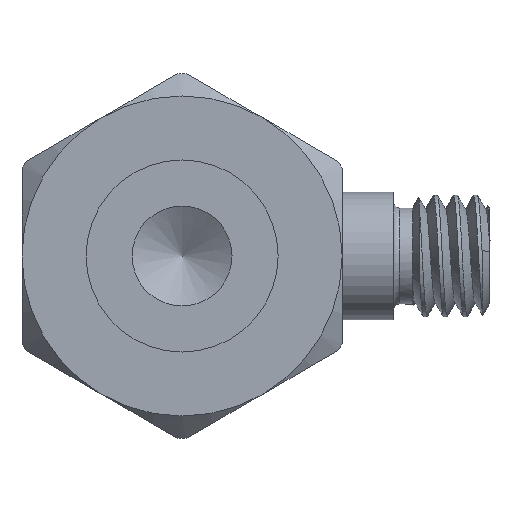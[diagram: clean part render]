
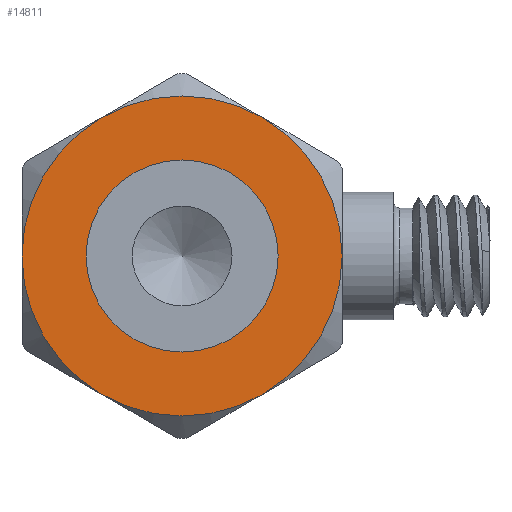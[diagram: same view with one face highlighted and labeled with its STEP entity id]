
A CAD part, front view. The second image highlights one B-rep face of the part: STEP entity #14811.
In plain terms, the highlighted planar face has unit normal (0, -1, 0).
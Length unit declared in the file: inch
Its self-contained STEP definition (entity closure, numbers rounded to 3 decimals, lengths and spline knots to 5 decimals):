
#473=PLANE('',#15856);
#568=FACE_BOUND('',#2509,.T.);
#1615=FACE_OUTER_BOUND('',#2508,.T.);
#2508=EDGE_LOOP('',(#13266,#13267));
#2509=EDGE_LOOP('',(#13268,#13269));
#2969=CIRCLE('',#15822,0.25);
#2970=CIRCLE('',#15823,0.25);
#2979=CIRCLE('',#15851,0.15);
#2980=CIRCLE('',#15852,0.15);
#7002=VERTEX_POINT('',#31048);
#7003=VERTEX_POINT('',#31050);
#7017=VERTEX_POINT('',#31134);
#7018=VERTEX_POINT('',#31135);
#9067=EDGE_CURVE('',#7002,#7003,#2969,.T.);
#9068=EDGE_CURVE('',#7003,#7002,#2970,.T.);
#9098=EDGE_CURVE('',#7017,#7018,#2979,.T.);
#9099=EDGE_CURVE('',#7018,#7017,#2980,.T.);
#13266=ORIENTED_EDGE('',*,*,#9068,.F.);
#13267=ORIENTED_EDGE('',*,*,#9067,.F.);
#13268=ORIENTED_EDGE('',*,*,#9098,.T.);
#13269=ORIENTED_EDGE('',*,*,#9099,.T.);
#14811=ADVANCED_FACE('',(#1615,#568),#473,.T.);
#15822=AXIS2_PLACEMENT_3D('',#31051,#18898,#18899);
#15823=AXIS2_PLACEMENT_3D('',#31052,#18900,#18901);
#15851=AXIS2_PLACEMENT_3D('',#31136,#18967,#18968);
#15852=AXIS2_PLACEMENT_3D('',#31137,#18969,#18970);
#15856=AXIS2_PLACEMENT_3D('',#31145,#18979,#18980);
#18898=DIRECTION('center_axis',(0.,1.,0.));
#18899=DIRECTION('ref_axis',(0.5,0.,0.866));
#18900=DIRECTION('center_axis',(0.,1.,0.));
#18901=DIRECTION('ref_axis',(0.5,0.,0.866));
#18967=DIRECTION('center_axis',(0.,1.,0.));
#18968=DIRECTION('ref_axis',(-0.866,0.,0.5));
#18969=DIRECTION('center_axis',(0.,1.,0.));
#18970=DIRECTION('ref_axis',(-0.866,0.,0.5));
#18979=DIRECTION('center_axis',(0.,-1.,0.));
#18980=DIRECTION('ref_axis',(0.5,0.,0.866));
#31048=CARTESIAN_POINT('',(-0.325,-0.18,-0.21651));
#31050=CARTESIAN_POINT('',(-0.45,-0.18,0.));
#31051=CARTESIAN_POINT('Origin',(-0.2,-0.18,
0.));
#31052=CARTESIAN_POINT('Origin',(-0.2,-0.18,
0.));
#31134=CARTESIAN_POINT('',(-0.3299,-0.18,0.075));
#31135=CARTESIAN_POINT('',(-0.0701,-0.18,-0.075));
#31136=CARTESIAN_POINT('Origin',(-0.2,-0.18,
0.));
#31137=CARTESIAN_POINT('Origin',(-0.2,-0.18,
0.));
#31145=CARTESIAN_POINT('Origin',(0.04682,-0.18,
-0.1425));
